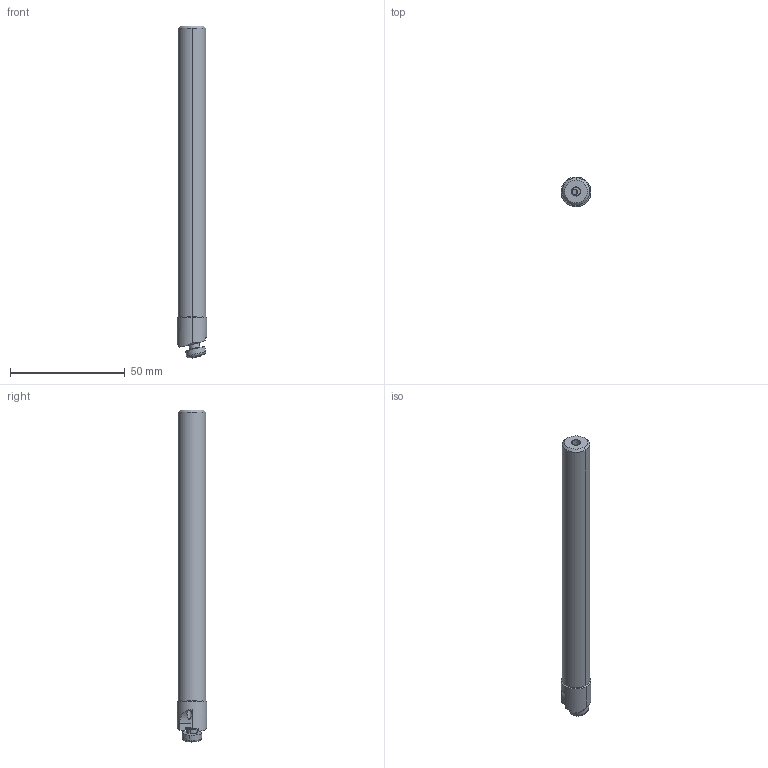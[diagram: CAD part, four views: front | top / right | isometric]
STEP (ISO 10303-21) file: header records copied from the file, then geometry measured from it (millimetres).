
FILE_DESCRIPTION(('no description'),'unknown implementation level');
FILE_NAME('0AA33760-778E-461A-9F94-187AD7590F3A_export.stp',' ',('CIMSOURCE GmbH'),('CADClick - KiM GmbH - www.kimweb.de'),'unknown preprocess','ACIS','unknown authorization');
FILE_SCHEMA(('automotive_design'));
Length unit declared in the file: millimetre
Products named in the file (2): 615.372 Kaiser VSTH D12 X 140 HM _ D14-17|615.372 Kaiser VSTH D12 X 140 HM _ D14-17_Standard;NONE; 615.372 Kaiser VSTH D12 X 140 HM _ D14-17|690.138 Kaiser ETL M5_SW3 X 10_Standard;NONE
Bounding box: 13 x 13 x 144.69 mm (x, y, z)
Volume: 14340.8 mm3; surface area: 7618.8 mm2
Topology: 2 solids, 2 shells, 80 faces, 184 edges, 108 vertices
Faces by surface type: plane 30, cylinder 26, cone 18, torus 6
Entity records: 4432 total; most frequent: CARTESIAN_POINT 541, DIRECTION 389, STYLED_ITEM 368, PRESENTATION_STYLE_ASSIGNMENT 368, COLOUR_RGB 368, ORIENTED_EDGE 356, EDGE_CURVE 178, CURVE_STYLE 178
